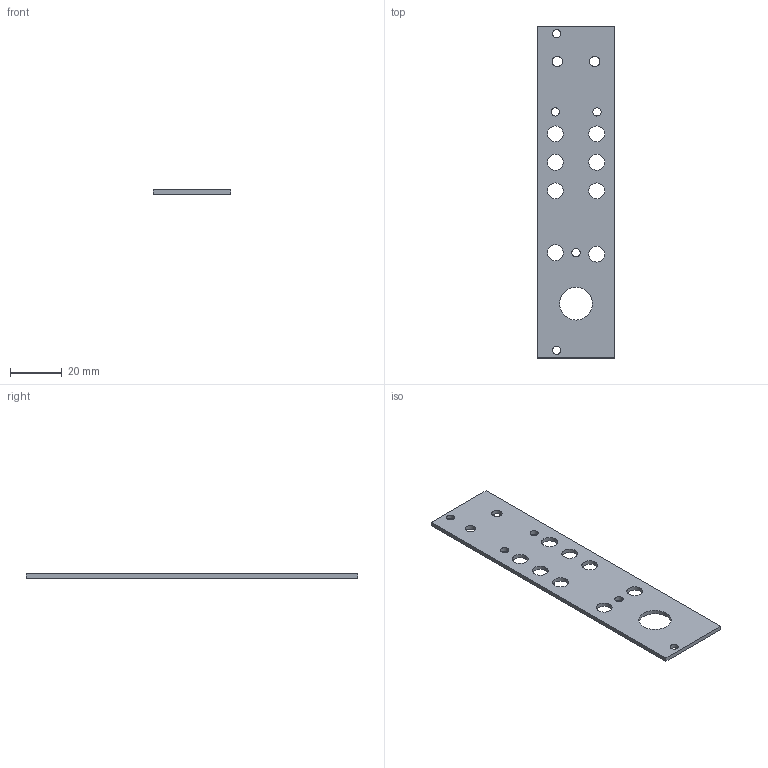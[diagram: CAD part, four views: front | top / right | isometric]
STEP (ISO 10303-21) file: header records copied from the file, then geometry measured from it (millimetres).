
FILE_DESCRIPTION(('KiCad electronic assembly'),'2;1');
FILE_NAME('panel_MIDIFAM.step','2024-08-21T11:33:00',('Pcbnew'),('Kicad' ),'Open CASCADE STEP processor 7.8','KiCad to STEP converter', 'Unknown');
FILE_SCHEMA(('AUTOMOTIVE_DESIGN { 1 0 10303 214 1 1 1 1 }'));
Length unit declared in the file: millimetre
Products named in the file (2): panel_MIDIFAM 1; panel_MIDIFAM_PCB
Assembly tree (1 placements, depth 2):
  panel_MIDIFAM 1
    panel_MIDIFAM_PCB
Bounding box: 30 x 128.5 x 1.6 mm (x, y, z)
Volume: 5486.7 mm3; surface area: 7795.3 mm2
Topology: 1 solids, 1 shells, 22 faces, 60 edges, 40 vertices
Faces by surface type: cylinder 16, plane 6
Full cylindrical faces by diameter (mm): 3.2 x5, 4 x2, 6.1 x8, 12.7 x1
Entity records: 817 total; most frequent: DIRECTION 140, CARTESIAN_POINT 124, ORIENTED_EDGE 120, EDGE_CURVE 60, AXIS2_PLACEMENT_3D 56, FACE_BOUND 54, EDGE_LOOP 54, VERTEX_POINT 40
